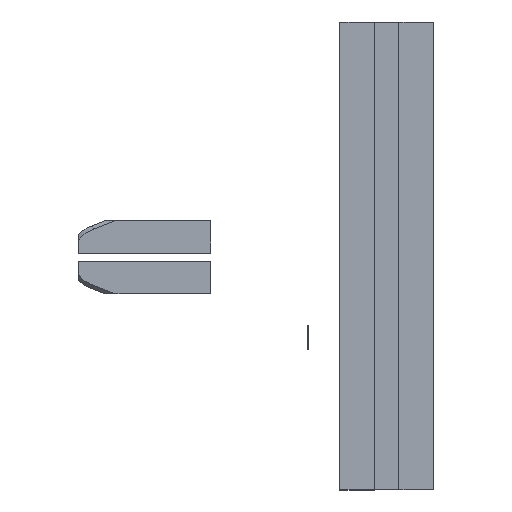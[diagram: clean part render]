
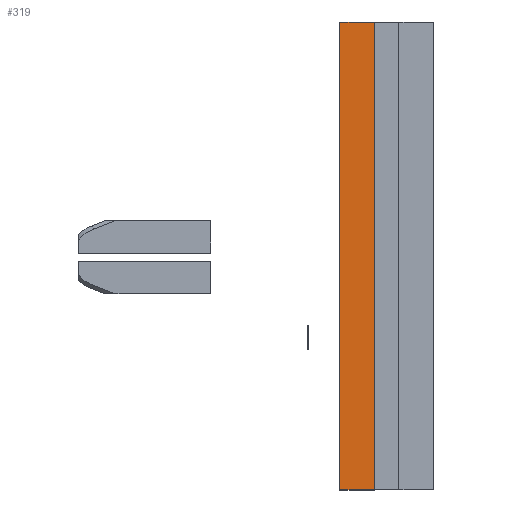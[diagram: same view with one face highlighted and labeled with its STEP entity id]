
A CAD part, top view. The second image highlights one B-rep face of the part: STEP entity #319.
In plain terms, the highlighted planar face has unit normal (0, 0, 1).
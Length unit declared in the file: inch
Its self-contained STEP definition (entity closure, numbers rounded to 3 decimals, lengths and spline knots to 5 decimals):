
#319=ADVANCED_FACE('',(#639),#640,.T.);
#639=FACE_OUTER_BOUND('',#992,.T.);
#640=PLANE('',#993);
#992=EDGE_LOOP('',(#1764,#1765,#1766,#1767));
#993=AXIS2_PLACEMENT_3D('',#1768,#1769,#1770);
#1764=ORIENTED_EDGE('',*,*,#2255,.F.);
#1765=ORIENTED_EDGE('',*,*,#2286,.T.);
#1766=ORIENTED_EDGE('',*,*,#2310,.F.);
#1767=ORIENTED_EDGE('',*,*,#2374,.F.);
#1768=CARTESIAN_POINT('',(1.47784,0.95529,-0.49455));
#1769=DIRECTION('',(0.,0.,1.0));
#1770=DIRECTION('',(1.0,0.,0.));
#2255=EDGE_CURVE('',#2764,#2766,#2767,.T.);
#2286=EDGE_CURVE('',#2764,#2813,#2815,.T.);
#2310=EDGE_CURVE('',#2851,#2813,#2853,.T.);
#2374=EDGE_CURVE('',#2766,#2851,#2929,.T.);
#2764=VERTEX_POINT('',#3486);
#2766=VERTEX_POINT('',#3489);
#2767=LINE('',#3490,#3491);
#2813=VERTEX_POINT('',#3563);
#2815=LINE('',#3566,#3567);
#2851=VERTEX_POINT('',#3622);
#2853=LINE('',#3625,#3626);
#2929=LINE('',#3753,#3754);
#3486=CARTESIAN_POINT('',(1.76819,-1.95547,-0.49455));
#3489=CARTESIAN_POINT('',(1.47784,-1.95547,-0.49455));
#3490=CARTESIAN_POINT('',(1.67469,-1.95547,-0.49455));
#3491=VECTOR('',#4010,1.0);
#3563=CARTESIAN_POINT('',(1.76819,1.98154,-0.49455));
#3566=CARTESIAN_POINT('',(1.76819,0.95529,-0.49455));
#3567=VECTOR('',#4038,1.0);
#3622=CARTESIAN_POINT('',(1.47784,1.98154,-0.49455));
#3625=CARTESIAN_POINT('',(1.67469,1.98154,-0.49455));
#3626=VECTOR('',#4065,1.0);
#3753=CARTESIAN_POINT('',(1.47784,0.95529,-0.49455));
#3754=VECTOR('',#4108,1.0);
#4010=DIRECTION('',(-1.0,0.,0.0));
#4038=DIRECTION('',(0.,1.0,0.));
#4065=DIRECTION('',(1.0,0.,0.0));
#4108=DIRECTION('',(0.,1.0,0.));
